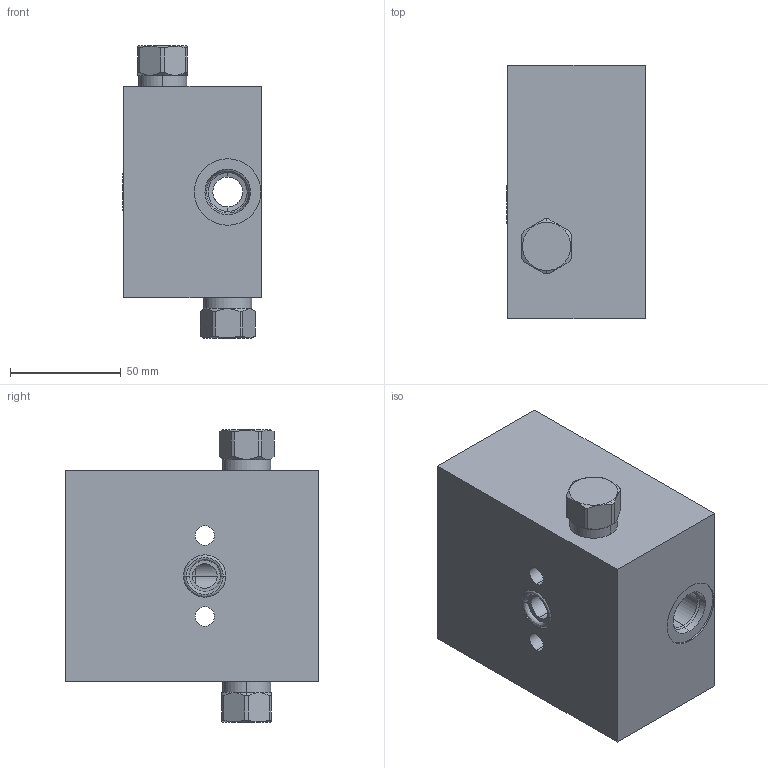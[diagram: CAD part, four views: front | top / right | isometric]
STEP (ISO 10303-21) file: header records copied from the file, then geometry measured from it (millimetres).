
FILE_DESCRIPTION((''),'2;1');
FILE_NAME('U2T_ASM','2024-08-15T',('ProEService'),(''),'PRO/ENGINEER BY PARAMETRIC TECHNOLOGY CORPORATION, 2014200','PRO/ENGINEER BY PARAMETRIC TECHNOLOGY CORPORATION, 2014200','');
FILE_SCHEMA(('CONFIG_CONTROL_DESIGN'));
Length unit declared in the file: inch
Products named in the file (4): 171-073; CXCDXCN; 500-001-113; U2T_ASM
Assembly tree (4 placements, depth 2):
  U2T_ASM
    171-073
    CXCDXCN  x2
    500-001-113
Bounding box: 62.38 x 114.3 x 131.78 mm (x, y, z)
Volume: 591362.9 mm3; surface area: 86614.6 mm2
Topology: 8 solids, 8 shells, 481 faces, 1472 edges, 1174 vertices
Faces by surface type: cylinder 202, cone 112, plane 99, torus 40, revolution 20, sphere 8
Entity records: 14070 total; most frequent: CARTESIAN_POINT 4595, DIRECTION 2018, ORIENTED_EDGE 1562, EDGE_CURVE 781, AXIS2_PLACEMENT_3D 706, VECTOR 594, LINE 594, VERTEX_POINT 478
